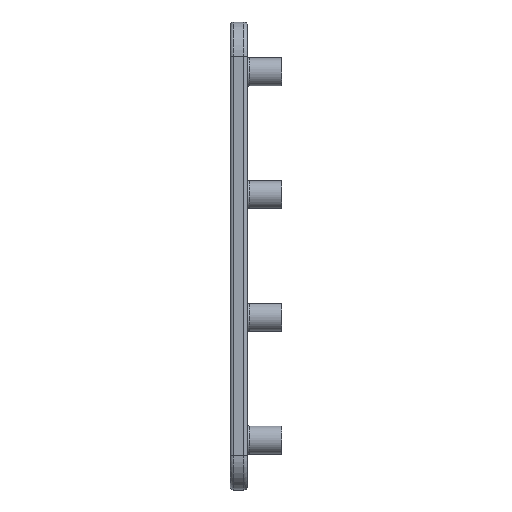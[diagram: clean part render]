
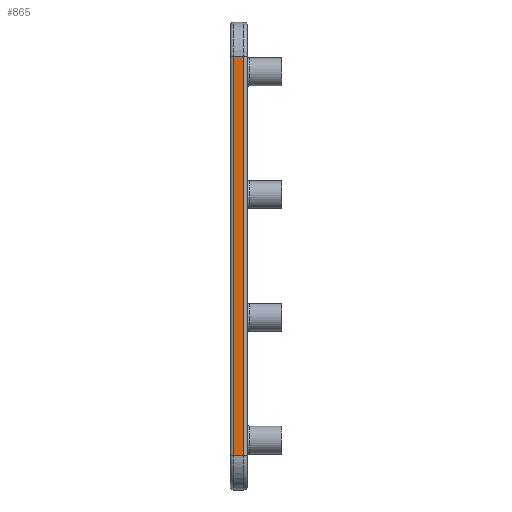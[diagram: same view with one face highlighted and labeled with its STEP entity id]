
A CAD part, left-side view. The second image highlights one B-rep face of the part: STEP entity #865.
In plain terms, the highlighted planar face has unit normal (-1, 0, 0).
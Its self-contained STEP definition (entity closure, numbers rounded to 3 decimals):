
#707 = EDGE_CURVE ( 'NONE', #5743, #5979, #2635, .T. ) ;
#708 = EDGE_CURVE ( 'NONE', #5979, #5958, #2642, .T. ) ;
#709 = EDGE_CURVE ( 'NONE', #5958, #5956, #2650, .T. ) ;
#710 = EDGE_CURVE ( 'NONE', #5956, #5743, #2653, .T. ) ;
#865 = ADVANCED_FACE ( 'NONE', ( #3928 ), #3922, .F. ) ;
#2635 = LINE ( 'NONE', #2636, #3208 ) ;
#2636 = CARTESIAN_POINT ( 'NONE',  ( -185., 10., -115.995 ) ) ;
#2642 = LINE ( 'NONE', #2648, #3198 ) ;
#2647 = DIRECTION ( 'NONE',  ( 0., -1., 0. ) ) ;
#2648 = CARTESIAN_POINT ( 'NONE',  ( -185., 2., 115.995 ) ) ;
#2649 = DIRECTION ( 'NONE',  ( 0., 0., 1. ) ) ;
#2650 = LINE ( 'NONE', #2651, #3211 ) ;
#2651 = CARTESIAN_POINT ( 'NONE',  ( -185., 10., 115.995 ) ) ;
#2652 = DIRECTION ( 'NONE',  ( 0., 1., 0. ) ) ;
#2653 = LINE ( 'NONE', #2654, #3212 ) ;
#2654 = CARTESIAN_POINT ( 'NONE',  ( -185., 8., -135.995 ) ) ;
#2655 = DIRECTION ( 'NONE',  ( 0., 0., -1. ) ) ;
#3198 = VECTOR ( 'NONE', #2649, 1000. ) ;
#3208 = VECTOR ( 'NONE', #2647, 1000. ) ;
#3211 = VECTOR ( 'NONE', #2652, 1000. ) ;
#3212 = VECTOR ( 'NONE', #2655, 1000. ) ;
#3506 = AXIS2_PLACEMENT_3D ( 'NONE', #3924, #3930, #3931 ) ;
#3922 = PLANE ( 'NONE',  #3506 ) ;
#3924 = CARTESIAN_POINT ( 'NONE',  ( -185., 10., -135.995 ) ) ;
#3928 = FACE_OUTER_BOUND ( 'NONE', #6998, .T. ) ;
#3930 = DIRECTION ( 'NONE',  ( 1., 0., 0. ) ) ;
#3931 = DIRECTION ( 'NONE',  ( 0., 0., -1. ) ) ;
#5290 = CARTESIAN_POINT ( 'NONE',  ( -185., 8., -115.995 ) ) ;
#5509 = CARTESIAN_POINT ( 'NONE',  ( -185., 8., 115.995 ) ) ;
#5511 = CARTESIAN_POINT ( 'NONE',  ( -185., 2., 115.995 ) ) ;
#5531 = CARTESIAN_POINT ( 'NONE',  ( -185., 2., -115.995 ) ) ;
#5743 = VERTEX_POINT ( 'NONE', #5290 ) ;
#5956 = VERTEX_POINT ( 'NONE', #5509 ) ;
#5958 = VERTEX_POINT ( 'NONE', #5511 ) ;
#5979 = VERTEX_POINT ( 'NONE', #5531 ) ;
#6998 = EDGE_LOOP ( 'NONE', ( #7326, #7328, #7329, #7331 ) ) ;
#7326 = ORIENTED_EDGE ( 'NONE', *, *, #707, .T. ) ;
#7328 = ORIENTED_EDGE ( 'NONE', *, *, #708, .T. ) ;
#7329 = ORIENTED_EDGE ( 'NONE', *, *, #709, .T. ) ;
#7331 = ORIENTED_EDGE ( 'NONE', *, *, #710, .T. ) ;
